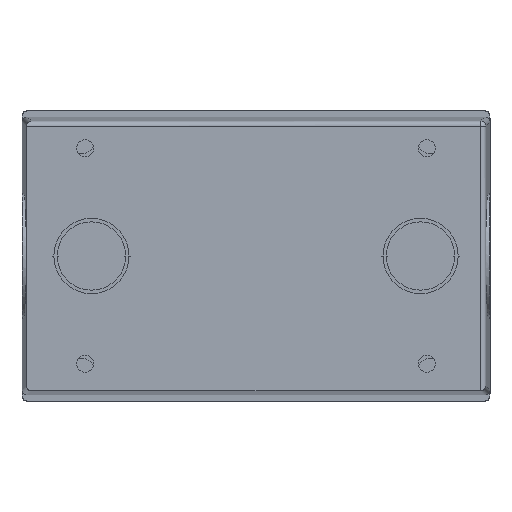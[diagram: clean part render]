
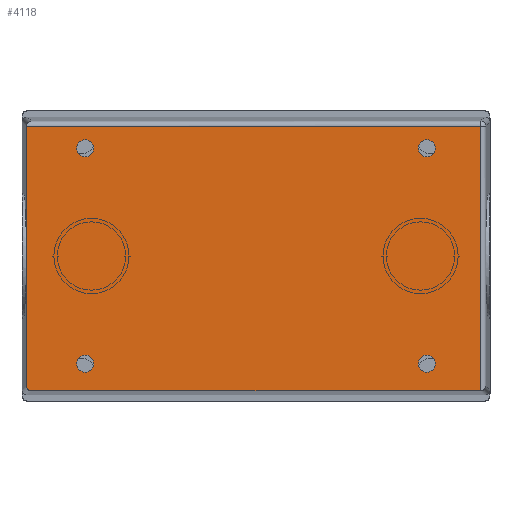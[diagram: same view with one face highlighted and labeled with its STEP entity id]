
A CAD part, front view. The second image highlights one B-rep face of the part: STEP entity #4118.
In plain terms, the highlighted planar face has unit normal (0, -1, 0).
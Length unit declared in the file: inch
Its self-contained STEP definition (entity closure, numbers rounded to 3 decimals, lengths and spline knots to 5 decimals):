
#1=DIRECTION('',(-1.,0.,0.));
#2=VECTOR('',#1,5.17392);
#3=CARTESIAN_POINT('',(2.58696,0.,-1.55346));
#4=LINE('',#3,#2);
#5=DIRECTION('',(0.,0.,1.));
#6=VECTOR('',#5,2.98889);
#7=CARTESIAN_POINT('',(-2.64598,0.,-1.49444));
#8=LINE('',#7,#6);
#9=CARTESIAN_POINT('',(1.9685,0.,1.24016));
#10=DIRECTION('',(0.,-1.,0.));
#11=DIRECTION('',(1.,0.,0.));
#12=AXIS2_PLACEMENT_3D('',#9,#10,#11);
#14=CARTESIAN_POINT('',(1.9685,0.,1.24016));
#15=DIRECTION('',(0.,-1.,0.));
#16=DIRECTION('',(-1.,0.,0.));
#17=AXIS2_PLACEMENT_3D('',#14,#15,#16);
#19=CARTESIAN_POINT('',(-1.9685,0.,1.24016));
#20=DIRECTION('',(0.,1.,0.));
#21=DIRECTION('',(-1.,0.,0.));
#22=AXIS2_PLACEMENT_3D('',#19,#20,#21);
#24=CARTESIAN_POINT('',(-1.9685,0.,1.24016));
#25=DIRECTION('',(0.,1.,0.));
#26=DIRECTION('',(1.,0.,0.));
#27=AXIS2_PLACEMENT_3D('',#24,#25,#26);
#29=CARTESIAN_POINT('',(1.9685,0.,-1.24016));
#30=DIRECTION('',(0.,1.,0.));
#31=DIRECTION('',(1.,0.,0.));
#32=AXIS2_PLACEMENT_3D('',#29,#30,#31);
#34=CARTESIAN_POINT('',(1.9685,0.,-1.24016));
#35=DIRECTION('',(0.,1.,0.));
#36=DIRECTION('',(-1.,0.,0.));
#37=AXIS2_PLACEMENT_3D('',#34,#35,#36);
#39=CARTESIAN_POINT('',(-1.9685,0.,-1.24016));
#40=DIRECTION('',(0.,-1.,0.));
#41=DIRECTION('',(-1.,0.,0.));
#42=AXIS2_PLACEMENT_3D('',#39,#40,#41);
#44=CARTESIAN_POINT('',(-1.9685,0.,-1.24016));
#45=DIRECTION('',(0.,-1.,0.));
#46=DIRECTION('',(1.,0.,0.));
#47=AXIS2_PLACEMENT_3D('',#44,#45,#46);
#49=DIRECTION('',(0.,0.,-1.));
#50=VECTOR('',#49,3.04986);
#51=CARTESIAN_POINT('',(2.58895,0.,1.49643));
#52=LINE('',#51,#50);
#72=DIRECTION('',(1.,0.,0.));
#73=VECTOR('',#72,5.2349);
#74=CARTESIAN_POINT('',(-2.64595,0.,1.49643));
#75=LINE('',#74,#73);
#93=CARTESIAN_POINT('',(-2.64595,0.,1.49643));
#94=CARTESIAN_POINT('',(-2.64597,0.,1.49577));
#95=CARTESIAN_POINT('',(-2.64598,0.,1.49511));
#96=CARTESIAN_POINT('',(-2.64598,0.,1.49444));
#2786=CARTESIAN_POINT('',(-2.64598,0.,-1.49444));
#2787=CARTESIAN_POINT('',(-2.64598,0.,-1.50428));
#2788=CARTESIAN_POINT('',(-2.64172,0.,-1.51969));
#2789=CARTESIAN_POINT('',(-2.62957,0.,-1.53705));
#2790=CARTESIAN_POINT('',(-2.61221,0.,-1.5492));
#2791=CARTESIAN_POINT('',(-2.5968,0.,-1.55346));
#2792=CARTESIAN_POINT('',(-2.58696,0.,-1.55346));
#2810=CARTESIAN_POINT('',(2.58895,0.,-1.55343));
#2811=CARTESIAN_POINT('',(2.58829,0.,-1.55345));
#2812=CARTESIAN_POINT('',(2.58763,0.,-1.55346));
#2813=CARTESIAN_POINT('',(2.58696,0.,-1.55346));
#3271=CARTESIAN_POINT('',(2.06693,0.,1.24016));
#3272=CARTESIAN_POINT('',(1.87008,0.,1.24016));
#3273=VERTEX_POINT('',#3271);
#3274=VERTEX_POINT('',#3272);
#3287=CARTESIAN_POINT('',(-2.06693,0.,1.24016));
#3288=CARTESIAN_POINT('',(-1.87008,0.,1.24016));
#3289=VERTEX_POINT('',#3287);
#3290=VERTEX_POINT('',#3288);
#3303=CARTESIAN_POINT('',(2.06693,0.,-1.24016));
#3304=CARTESIAN_POINT('',(1.87008,0.,-1.24016));
#3305=VERTEX_POINT('',#3303);
#3306=VERTEX_POINT('',#3304);
#3307=CARTESIAN_POINT('',(-2.06693,0.,-1.24016));
#3308=CARTESIAN_POINT('',(-1.87008,0.,-1.24016));
#3309=VERTEX_POINT('',#3307);
#3310=VERTEX_POINT('',#3308);
#3483=CARTESIAN_POINT('',(-2.64595,0.,1.49643));
#3484=CARTESIAN_POINT('',(2.58895,0.,1.49643));
#3485=VERTEX_POINT('',#3483);
#3486=VERTEX_POINT('',#3484);
#3491=CARTESIAN_POINT('',(-2.64598,0.,1.49444));
#3493=VERTEX_POINT('',#3491);
#3519=CARTESIAN_POINT('',(-2.64598,0.,-1.49444));
#3521=VERTEX_POINT('',#3519);
#3523=CARTESIAN_POINT('',(-2.58696,0.,-1.55346));
#3525=VERTEX_POINT('',#3523);
#3527=CARTESIAN_POINT('',(2.58895,0.,-1.55343));
#3528=VERTEX_POINT('',#3527);
#3531=CARTESIAN_POINT('',(2.58696,0.,-1.55346));
#3533=VERTEX_POINT('',#3531);
#4073=CARTESIAN_POINT('',(0.,0.,0.));
#4074=DIRECTION('',(0.,1.,0.));
#4075=DIRECTION('',(-1.,0.,0.));
#4076=AXIS2_PLACEMENT_3D('',#4073,#4074,#4075);
#4077=PLANE('',#4076);
#4079=ORIENTED_EDGE('',*,*,#4078,.T.);
#4081=ORIENTED_EDGE('',*,*,#4080,.T.);
#4083=ORIENTED_EDGE('',*,*,#4082,.T.);
#4085=ORIENTED_EDGE('',*,*,#4084,.F.);
#4087=ORIENTED_EDGE('',*,*,#4086,.T.);
#4089=ORIENTED_EDGE('',*,*,#4088,.F.);
#4091=ORIENTED_EDGE('',*,*,#4090,.T.);
#4092=EDGE_LOOP('',(#4079,#4081,#4083,#4085,#4087,#4089,#4091));
#4093=FACE_OUTER_BOUND('',#4092,.F.);
#4095=ORIENTED_EDGE('',*,*,#4094,.T.);
#4097=ORIENTED_EDGE('',*,*,#4096,.T.);
#4098=EDGE_LOOP('',(#4095,#4097));
#4099=FACE_BOUND('',#4098,.F.);
#4101=ORIENTED_EDGE('',*,*,#4100,.F.);
#4103=ORIENTED_EDGE('',*,*,#4102,.F.);
#4104=EDGE_LOOP('',(#4101,#4103));
#4105=FACE_BOUND('',#4104,.F.);
#4107=ORIENTED_EDGE('',*,*,#4106,.F.);
#4109=ORIENTED_EDGE('',*,*,#4108,.F.);
#4110=EDGE_LOOP('',(#4107,#4109));
#4111=FACE_BOUND('',#4110,.F.);
#4113=ORIENTED_EDGE('',*,*,#4112,.T.);
#4115=ORIENTED_EDGE('',*,*,#4114,.T.);
#4116=EDGE_LOOP('',(#4113,#4115));
#4117=FACE_BOUND('',#4116,.F.);
#4118=ADVANCED_FACE('',(#4093,#4099,#4105,#4111,#4117),#4077,.F.);
#13=CIRCLE('',#12,0.09843);
#18=CIRCLE('',#17,0.09843);
#23=CIRCLE('',#22,0.09843);
#28=CIRCLE('',#27,0.09843);
#33=CIRCLE('',#32,0.09843);
#38=CIRCLE('',#37,0.09843);
#43=CIRCLE('',#42,0.09843);
#48=CIRCLE('',#47,0.09843);
#97=B_SPLINE_CURVE_WITH_KNOTS('',3,(#93,#94,#95,#96),.UNSPECIFIED.,.F.,.F.,(4,
4),(0.,1.),.UNSPECIFIED.);
#2793=B_SPLINE_CURVE_WITH_KNOTS('',3,(#2786,#2787,#2788,#2789,#2790,#2791,
#2792),.UNSPECIFIED.,.F.,.F.,(4,1,1,1,4),(0.,0.25,0.5,0.75,1.),
.UNSPECIFIED.);
#2814=B_SPLINE_CURVE_WITH_KNOTS('',3,(#2810,#2811,#2812,#2813),.UNSPECIFIED.,
.F.,.F.,(4,4),(0.,1.),.UNSPECIFIED.);
#4078=EDGE_CURVE('',#3486,#3528,#52,.T.);
#4080=EDGE_CURVE('',#3528,#3533,#2814,.T.);
#4082=EDGE_CURVE('',#3533,#3525,#4,.T.);
#4084=EDGE_CURVE('',#3521,#3525,#2793,.T.);
#4086=EDGE_CURVE('',#3521,#3493,#8,.T.);
#4088=EDGE_CURVE('',#3485,#3493,#97,.T.);
#4090=EDGE_CURVE('',#3485,#3486,#75,.T.);
#4094=EDGE_CURVE('',#3273,#3274,#13,.T.);
#4096=EDGE_CURVE('',#3274,#3273,#18,.T.);
#4100=EDGE_CURVE('',#3289,#3290,#23,.T.);
#4102=EDGE_CURVE('',#3290,#3289,#28,.T.);
#4106=EDGE_CURVE('',#3305,#3306,#33,.T.);
#4108=EDGE_CURVE('',#3306,#3305,#38,.T.);
#4112=EDGE_CURVE('',#3309,#3310,#43,.T.);
#4114=EDGE_CURVE('',#3310,#3309,#48,.T.);
